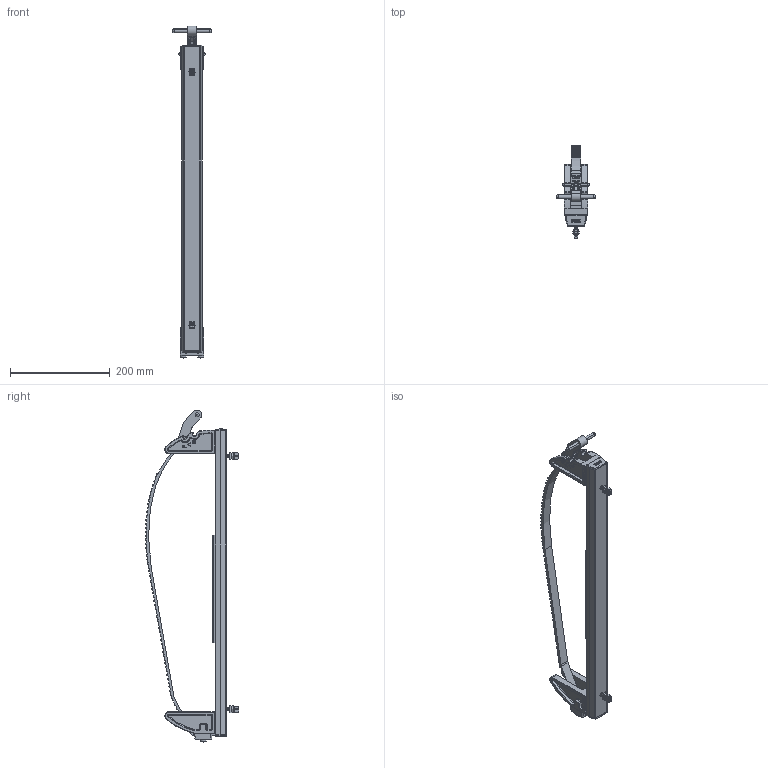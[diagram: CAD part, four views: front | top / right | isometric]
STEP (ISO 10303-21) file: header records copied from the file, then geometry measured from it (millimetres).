
FILE_DESCRIPTION (( 'STEP AP203' ), '1' );
FILE_NAME ('LE K5050L 3D Model.STEP', '2021-02-16T16:51:04', ( '' ), ( '' ), 'SwSTEP 2.0', 'SolidWorks 2019', '' );
FILE_SCHEMA (( 'CONFIG_CONTROL_DESIGN' ));
Length unit declared in the file: inch
Products named in the file (17): 2075; 7029_18; 2074; 2008-1 - IN USE SAM_black; 1050-911.RA_IN USE; 3024_collapsed; 2035n_20; 2069LN_MSHXNUT 0.250-20-S-N; 2019EC; 1050-912_IN USE; 7016; 2003UP; 1006-3-  ; 2049; LE K5050L 3D Model; 2019B-24_24; 3017_HFBOLT 0.25-20x1.25x0.75-C
Assembly tree (26 placements, depth 3):
  LE K5050L 3D Model
    2019B-24_24
    2008-1 - IN USE SAM_black
    1006-3-  
    7029_18
      2049  x2
      7016  x2
    2035n_20
      3017_HFBOLT 0.25-20x1.25x0.75-C  x2
      2069LN_MSHXNUT 0.250-20-S-N  x2
    2019EC  x2
    1050-911.RA_IN USE
      2074
      2003UP
      3024_collapsed
      3017_HFBOLT 0.25-20x1.25x0.75-C  x3
    1050-912_IN USE
      2075
      3024_collapsed
      3017_HFBOLT 0.25-20x1.25x0.75-C
Bounding box: 78.89 x 187.05 x 665.96 mm (x, y, z)
Volume: 538881.8 mm3; surface area: 280377.1 mm2
Topology: 26 solids, 26 shells, 2955 faces, 7561 edges, 4707 vertices
Faces by surface type: cylinder 856, plane 856, cone 688, bspline 309, torus 224, sphere 22
Entity records: 65239 total; most frequent: CARTESIAN_POINT 21533, ORIENTED_EDGE 8914, DIRECTION 8543, EDGE_CURVE 4457, AXIS2_PLACEMENT_3D 3121, VERTEX_POINT 2788, LINE 2301, VECTOR 2301
